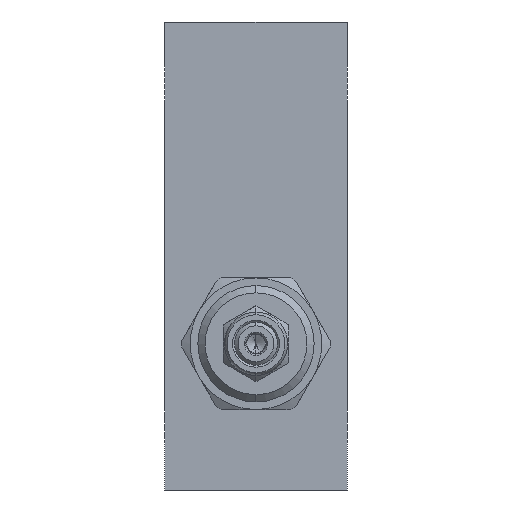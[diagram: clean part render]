
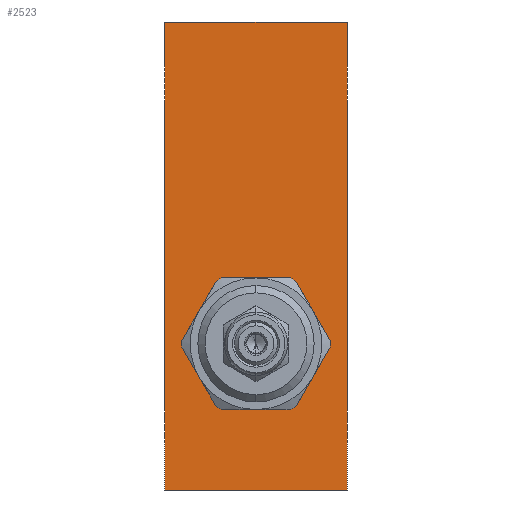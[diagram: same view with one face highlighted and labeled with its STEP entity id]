
A CAD part, left-side view. The second image highlights one B-rep face of the part: STEP entity #2523.
In plain terms, the highlighted planar face has unit normal (-1, 0, 0).
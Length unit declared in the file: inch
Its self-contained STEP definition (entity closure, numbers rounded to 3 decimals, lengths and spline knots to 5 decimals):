
#1=DIRECTION('',(0.,-1.,0.));
#2=VECTOR('',#1,1.562);
#3=CARTESIAN_POINT('',(0.,0.,0.));
#4=LINE('',#3,#2);
#47=DIRECTION('',(0.,0.,1.));
#48=VECTOR('',#47,4.);
#49=CARTESIAN_POINT('',(0.,0.,0.));
#50=LINE('',#49,#48);
#51=CARTESIAN_POINT('',(0.,-0.781,1.25));
#52=DIRECTION('',(1.,0.,0.));
#53=DIRECTION('',(0.,0.,-1.));
#54=AXIS2_PLACEMENT_3D('',#51,#52,#53);
#56=CARTESIAN_POINT('',(0.,-0.781,1.25));
#57=DIRECTION('',(1.,0.,0.));
#58=DIRECTION('',(0.,0.,1.));
#59=AXIS2_PLACEMENT_3D('',#56,#57,#58);
#109=DIRECTION('',(0.,0.,1.));
#110=VECTOR('',#109,4.);
#111=CARTESIAN_POINT('',(0.,-1.562,0.));
#112=LINE('',#111,#110);
#143=DIRECTION('',(0.,-1.,0.));
#144=VECTOR('',#143,1.562);
#145=CARTESIAN_POINT('',(0.,0.,4.));
#146=LINE('',#145,#144);
#2143=CARTESIAN_POINT('',(0.,0.,0.));
#2144=CARTESIAN_POINT('',(0.,-1.562,0.));
#2145=VERTEX_POINT('',#2143);
#2146=VERTEX_POINT('',#2144);
#2151=CARTESIAN_POINT('',(0.,0.,4.));
#2152=CARTESIAN_POINT('',(0.,-1.562,4.));
#2153=VERTEX_POINT('',#2151);
#2154=VERTEX_POINT('',#2152);
#2283=CARTESIAN_POINT('',(0.,-0.781,0.71));
#2284=CARTESIAN_POINT('',(0.,-0.781,1.79));
#2285=VERTEX_POINT('',#2283);
#2286=VERTEX_POINT('',#2284);
#2503=CARTESIAN_POINT('',(0.,0.,0.));
#2504=DIRECTION('',(-1.,0.,0.));
#2505=DIRECTION('',(0.,-1.,0.));
#2506=AXIS2_PLACEMENT_3D('',#2503,#2504,#2505);
#2507=PLANE('',#2506);
#2508=ORIENTED_EDGE('',*,*,#2474,.F.);
#2510=ORIENTED_EDGE('',*,*,#2509,.T.);
#2512=ORIENTED_EDGE('',*,*,#2511,.T.);
#2514=ORIENTED_EDGE('',*,*,#2513,.F.);
#2515=EDGE_LOOP('',(#2508,#2510,#2512,#2514));
#2516=FACE_OUTER_BOUND('',#2515,.F.);
#2518=ORIENTED_EDGE('',*,*,#2517,.F.);
#2520=ORIENTED_EDGE('',*,*,#2519,.F.);
#2521=EDGE_LOOP('',(#2518,#2520));
#2522=FACE_BOUND('',#2521,.F.);
#2523=ADVANCED_FACE('',(#2516,#2522),#2507,.T.);
#55=CIRCLE('',#54,0.54);
#60=CIRCLE('',#59,0.54);
#2474=EDGE_CURVE('',#2145,#2146,#4,.T.);
#2509=EDGE_CURVE('',#2145,#2153,#50,.T.);
#2511=EDGE_CURVE('',#2153,#2154,#146,.T.);
#2513=EDGE_CURVE('',#2146,#2154,#112,.T.);
#2517=EDGE_CURVE('',#2285,#2286,#55,.T.);
#2519=EDGE_CURVE('',#2286,#2285,#60,.T.);
